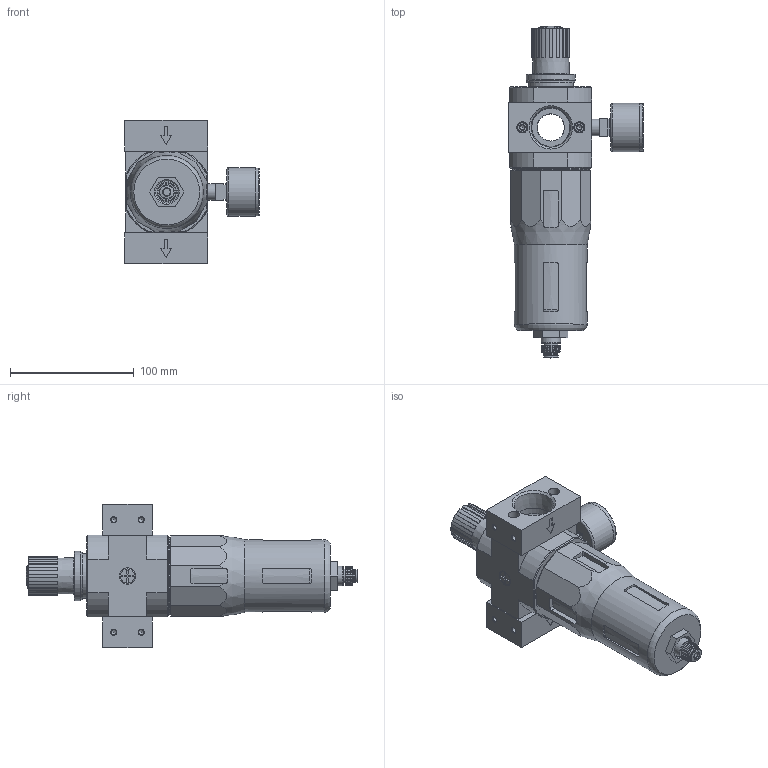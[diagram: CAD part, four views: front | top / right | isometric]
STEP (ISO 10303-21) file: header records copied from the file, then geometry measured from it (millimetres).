
FILE_DESCRIPTION(/* description */ ('STEP AP214'),/* implementation_level */ '2;1');
FILE_NAME(/* name */ '173817_LFR-1-D-5M-MAXI-A-NPT',/* time_stamp */ '2024-09-03T20:44:32+02:00',/* author */ ('License CC BY-ND 4.0'),/* organization */ ('CADENAS'),/* preprocessor_version */ 'ST-DEVELOPER v19.3',/* originating_system */ 'PARTsolutions',/* authorisation */ ' ');
FILE_SCHEMA (('AUTOMOTIVE_DESIGN {1 0 10303 214 3 1 1}'));
Length unit declared in the file: millimetre
Products named in the file (9): 173817 LFR-1-D-5M-MAXI-A-NPT---(0); 127318 LFR-D-5M-MAXI-A--(0); 8003639 PAGN-40-16-G14; 714677 PBL-1-D-MAXI-NPT-R--P1; DIN-912 - M5x20(F); 714675 PBL-1-D-MAXI-NPT-L--P1; 398011 LRVS-D-MINI; 125696 LR/LFR-D-MAXI; 526489 MS4-LFR-V
Assembly tree (11 placements, depth 2):
  173817 LFR-1-D-5M-MAXI-A-NPT---(0)
    127318 LFR-D-5M-MAXI-A--(0)
    8003639 PAGN-40-16-G14
    714677 PBL-1-D-MAXI-NPT-R--P1
    DIN-912 - M5x20(F)  x4
    714675 PBL-1-D-MAXI-NPT-L--P1
    398011 LRVS-D-MINI
    125696 LR/LFR-D-MAXI
    526489 MS4-LFR-V
Bounding box: 108.95 x 268.22 x 116 mm (x, y, z)
Volume: 784945.9 mm3; surface area: 107527.2 mm2
Topology: 11 solids, 12 shells, 588 faces, 1401 edges, 885 vertices
Faces by surface type: plane 311, cylinder 129, cone 104, torus 39, sphere 5
Full cylindrical faces by diameter (mm): 2 x1, 4.134 x8, 4.2 x1, 5 x4, 5.3 x4, 6 x1, 8.5 x4, 8.7 x1, 9 x4, 9.5 x1, 11 x2, 11.4 x1, 11.445 x2, 11.6 x1, 11.8 x1, 13.157 x2, 15.8 x1, 18 x1, 22 x3, 24.9 x1, 26.9 x1, 30 x2, 34 x2, 34.16 x1, 34.376 x1, 36 x1, 38.5 x1, 38.7 x1, 39 x1, 39.8 x1
Entity records: 16984 total; most frequent: CARTESIAN_POINT 3031, DIRECTION 2360, ORIENTED_EDGE 2148, EDGE_CURVE 1074, AXIS2_PLACEMENT_3D 940, VERTEX_POINT 781, FACE_BOUND 721, EDGE_LOOP 712
